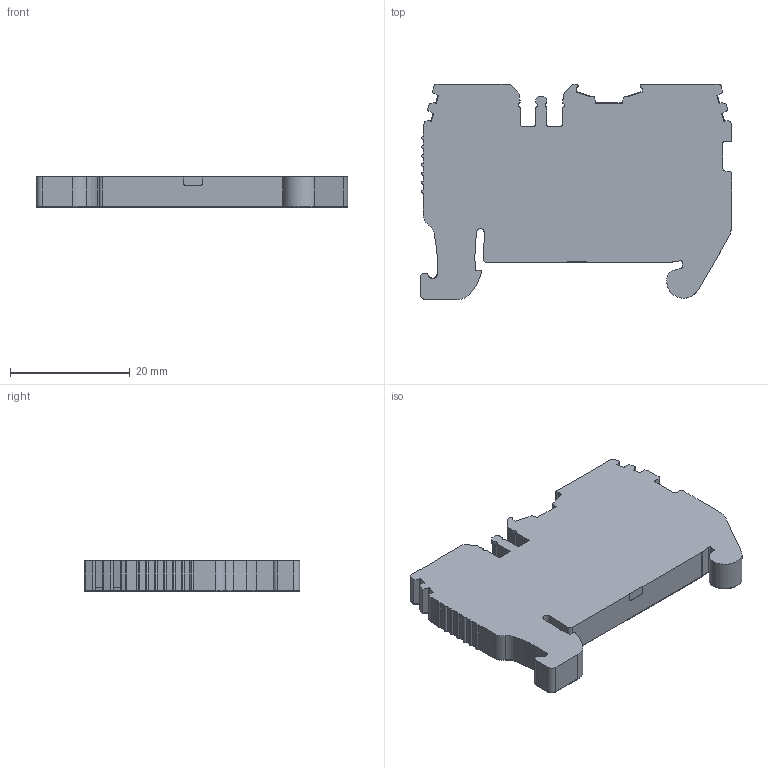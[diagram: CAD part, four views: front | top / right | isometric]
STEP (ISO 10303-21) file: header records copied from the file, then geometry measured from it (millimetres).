
FILE_DESCRIPTION (( 'STEP AP214' ), '1' );
FILE_NAME ('310129_CTP 2.5_GR.STP', '2016-07-28T05:41:27', ( '' ), ( '' ), 'SwSTEP 2.0', 'SolidWorks 2016', '' );
FILE_SCHEMA (( 'AUTOMOTIVE_DESIGN' ));
Length unit declared in the file: millimetre
Products named in the file (1): 310129_CTP 2.5_GR
Bounding box: 52.18 x 36.07 x 5.15 mm (x, y, z)
Volume: 7682.5 mm3; surface area: 4225.9 mm2
Topology: 1 solids, 1 shells, 473 faces, 1402 edges, 934 vertices
Faces by surface type: plane 276, cylinder 197
Entity records: 15915 total; most frequent: CARTESIAN_POINT 2844, ORIENTED_EDGE 2804, DIRECTION 2731, EDGE_CURVE 1402, LINE 1005, VECTOR 1005, VERTEX_POINT 934, AXIS2_PLACEMENT_3D 863
